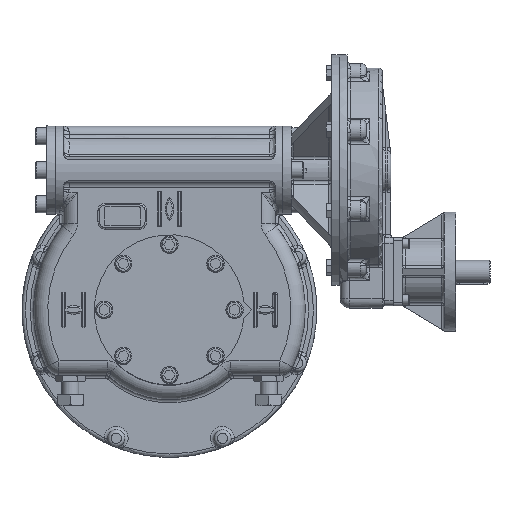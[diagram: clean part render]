
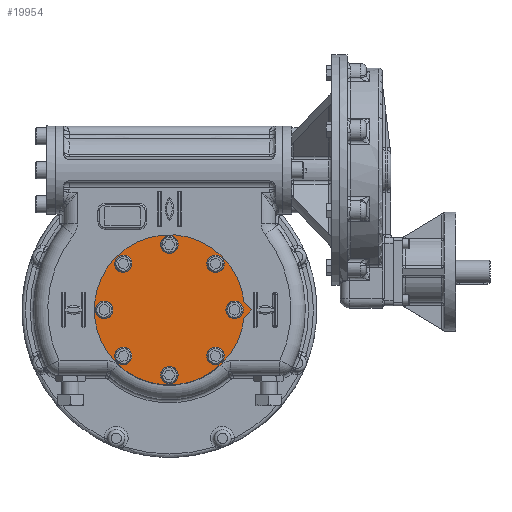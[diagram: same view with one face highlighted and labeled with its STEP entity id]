
A CAD part, top view. The second image highlights one B-rep face of the part: STEP entity #19954.
In plain terms, the highlighted planar face has unit normal (0, 0, 1).
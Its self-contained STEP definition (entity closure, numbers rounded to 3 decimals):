
#1600=CIRCLE('',#22603,132.5);
#1609=CIRCLE('',#22616,10.5);
#1610=CIRCLE('',#22617,10.5);
#1611=CIRCLE('',#22618,10.5);
#1612=CIRCLE('',#22619,10.5);
#1613=CIRCLE('',#22620,10.5);
#1614=CIRCLE('',#22621,10.5);
#1615=CIRCLE('',#22622,10.5);
#1616=CIRCLE('',#22623,10.5);
#2956=LINE('',#50845,#4075);
#2959=LINE('',#50850,#4078);
#4075=VECTOR('',#27503,1000.);
#4078=VECTOR('',#27508,1000.);
#8362=ORIENTED_EDGE('',*,*,#12072,.F.);
#8363=ORIENTED_EDGE('',*,*,#12073,.F.);
#8364=ORIENTED_EDGE('',*,*,#12074,.F.);
#8365=ORIENTED_EDGE('',*,*,#12075,.F.);
#8366=ORIENTED_EDGE('',*,*,#12076,.F.);
#8367=ORIENTED_EDGE('',*,*,#12077,.F.);
#8368=ORIENTED_EDGE('',*,*,#12078,.F.);
#8369=ORIENTED_EDGE('',*,*,#12079,.F.);
#8370=ORIENTED_EDGE('',*,*,#12057,.F.);
#8371=ORIENTED_EDGE('',*,*,#12063,.F.);
#8372=ORIENTED_EDGE('',*,*,#12060,.F.);
#12057=EDGE_CURVE('',#14364,#14365,#1600,.T.);
#12060=EDGE_CURVE('',#14365,#14367,#2956,.T.);
#12063=EDGE_CURVE('',#14367,#14364,#2959,.T.);
#12072=EDGE_CURVE('',#14376,#14376,#1609,.T.);
#12073=EDGE_CURVE('',#14377,#14377,#1610,.T.);
#12074=EDGE_CURVE('',#14378,#14378,#1611,.T.);
#12075=EDGE_CURVE('',#14379,#14379,#1612,.T.);
#12076=EDGE_CURVE('',#14380,#14380,#1613,.T.);
#12077=EDGE_CURVE('',#14381,#14381,#1614,.T.);
#12078=EDGE_CURVE('',#14382,#14382,#1615,.T.);
#12079=EDGE_CURVE('',#14383,#14383,#1616,.T.);
#14364=VERTEX_POINT('',#50838);
#14365=VERTEX_POINT('',#50840);
#14367=VERTEX_POINT('',#50846);
#14376=VERTEX_POINT('',#50870);
#14377=VERTEX_POINT('',#50872);
#14378=VERTEX_POINT('',#50874);
#14379=VERTEX_POINT('',#50876);
#14380=VERTEX_POINT('',#50878);
#14381=VERTEX_POINT('',#50880);
#14382=VERTEX_POINT('',#50882);
#14383=VERTEX_POINT('',#50884);
#16728=EDGE_LOOP('',(#8362));
#16729=EDGE_LOOP('',(#8363));
#16730=EDGE_LOOP('',(#8364));
#16731=EDGE_LOOP('',(#8365));
#16732=EDGE_LOOP('',(#8366));
#16733=EDGE_LOOP('',(#8367));
#16734=EDGE_LOOP('',(#8368));
#16735=EDGE_LOOP('',(#8369));
#16736=EDGE_LOOP('',(#8370,#8371,#8372));
#18219=FACE_BOUND('',#16728,.T.);
#18220=FACE_BOUND('',#16729,.T.);
#18221=FACE_BOUND('',#16730,.T.);
#18222=FACE_BOUND('',#16731,.T.);
#18223=FACE_BOUND('',#16732,.T.);
#18224=FACE_BOUND('',#16733,.T.);
#18225=FACE_BOUND('',#16734,.T.);
#18226=FACE_BOUND('',#16735,.T.);
#18227=FACE_BOUND('',#16736,.T.);
#18970=PLANE('',#22615);
#19954=ADVANCED_FACE('',(#18219,#18220,#18221,#18222,#18223,#18224,#18225,
#18226,#18227),#18970,.F.);
#22603=AXIS2_PLACEMENT_3D('',#50839,#27497,#27498);
#22615=AXIS2_PLACEMENT_3D('',#50868,#27527,#27528);
#22616=AXIS2_PLACEMENT_3D('',#50869,#27529,#27530);
#22617=AXIS2_PLACEMENT_3D('',#50871,#27531,#27532);
#22618=AXIS2_PLACEMENT_3D('',#50873,#27533,#27534);
#22619=AXIS2_PLACEMENT_3D('',#50875,#27535,#27536);
#22620=AXIS2_PLACEMENT_3D('',#50877,#27537,#27538);
#22621=AXIS2_PLACEMENT_3D('',#50879,#27539,#27540);
#22622=AXIS2_PLACEMENT_3D('',#50881,#27541,#27542);
#22623=AXIS2_PLACEMENT_3D('',#50883,#27543,#27544);
#27497=DIRECTION('',(0.,0.,-1.));
#27498=DIRECTION('',(1.,0.,0.));
#27503=DIRECTION('',(0.707,-0.707,0.));
#27508=DIRECTION('',(-0.707,-0.707,0.));
#27527=DIRECTION('',(0.,0.,-1.));
#27528=DIRECTION('',(-1.,0.,0.));
#27529=DIRECTION('',(0.,0.,1.));
#27530=DIRECTION('',(1.,0.,0.));
#27531=DIRECTION('',(0.,0.,1.));
#27532=DIRECTION('',(0.707,-0.707,0.));
#27533=DIRECTION('',(0.,0.,1.));
#27534=DIRECTION('',(0.,-1.,0.));
#27535=DIRECTION('',(0.,0.,1.));
#27536=DIRECTION('',(-0.707,-0.707,0.));
#27537=DIRECTION('',(0.,0.,1.));
#27538=DIRECTION('',(-1.,0.,0.));
#27539=DIRECTION('',(0.,0.,1.));
#27540=DIRECTION('',(-0.707,0.707,0.));
#27541=DIRECTION('',(0.,0.,1.));
#27542=DIRECTION('',(0.,1.,0.));
#27543=DIRECTION('',(0.,0.,1.));
#27544=DIRECTION('',(0.707,0.707,0.));
#50838=CARTESIAN_POINT('',(131.845,-13.155,70.25));
#50839=CARTESIAN_POINT('',(0.,0.,70.25));
#50840=CARTESIAN_POINT('',(131.845,13.155,70.25));
#50845=CARTESIAN_POINT('',(131.845,13.155,70.25));
#50846=CARTESIAN_POINT('',(145.,0.,70.25));
#50850=CARTESIAN_POINT('',(145.,0.,70.25));
#50868=CARTESIAN_POINT('',(0.,0.,70.25));
#50869=CARTESIAN_POINT('',(0.,115.,70.25));
#50870=CARTESIAN_POINT('',(10.5,115.,70.25));
#50871=CARTESIAN_POINT('',(81.317,81.317,70.25));
#50872=CARTESIAN_POINT('',(88.742,73.893,70.25));
#50873=CARTESIAN_POINT('',(115.,0.,70.25));
#50874=CARTESIAN_POINT('',(115.,-10.5,70.25));
#50875=CARTESIAN_POINT('',(81.317,-81.317,70.25));
#50876=CARTESIAN_POINT('',(73.893,-88.742,70.25));
#50877=CARTESIAN_POINT('',(0.,-115.,70.25));
#50878=CARTESIAN_POINT('',(-10.5,-115.,70.25));
#50879=CARTESIAN_POINT('',(-81.317,-81.317,70.25));
#50880=CARTESIAN_POINT('',(-88.742,-73.893,70.25));
#50881=CARTESIAN_POINT('',(-115.,0.,70.25));
#50882=CARTESIAN_POINT('',(-115.,10.5,70.25));
#50883=CARTESIAN_POINT('',(-81.317,81.317,70.25));
#50884=CARTESIAN_POINT('',(-73.893,88.742,70.25));
